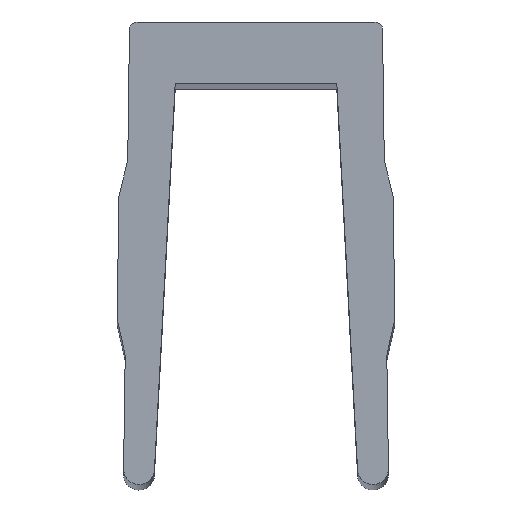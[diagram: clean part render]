
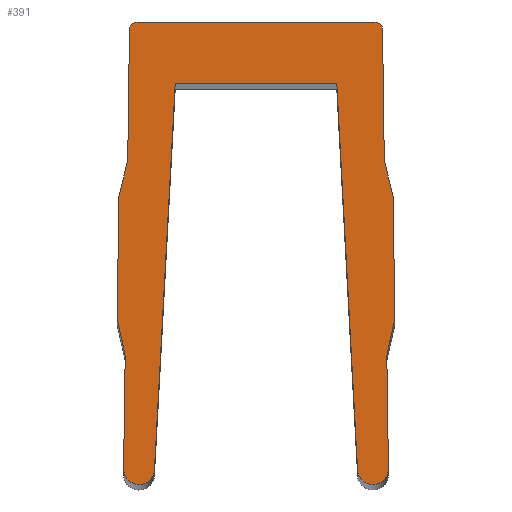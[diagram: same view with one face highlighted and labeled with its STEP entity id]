
A CAD part, top view. The second image highlights one B-rep face of the part: STEP entity #391.
In plain terms, the highlighted planar face has unit normal (0, 0, 1).
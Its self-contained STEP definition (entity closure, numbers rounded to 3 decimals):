
#15=CIRCLE('',#419,0.5);
#17=CIRCLE('',#425,0.5);
#19=CIRCLE('',#433,0.25);
#21=CIRCLE('',#437,0.25);
#45=FACE_OUTER_BOUND('',#65,.T.);
#65=EDGE_LOOP('',(#321,#322,#323,#324,#325,#326,#327,#328,#329,#330,#331,
#332,#333,#334,#335,#336,#337,#338));
#67=LINE('',#549,#113);
#71=LINE('',#557,#117);
#74=LINE('',#563,#120);
#77=LINE('',#569,#123);
#80=LINE('',#575,#126);
#84=LINE('',#587,#130);
#87=LINE('',#593,#133);
#90=LINE('',#599,#136);
#94=LINE('',#611,#140);
#97=LINE('',#617,#143);
#100=LINE('',#623,#146);
#103=LINE('',#629,#149);
#106=LINE('',#635,#152);
#110=LINE('',#647,#156);
#113=VECTOR('',#445,10.);
#117=VECTOR('',#451,10.);
#120=VECTOR('',#456,10.);
#123=VECTOR('',#461,10.);
#126=VECTOR('',#466,10.);
#130=VECTOR('',#478,10.);
#133=VECTOR('',#483,10.);
#136=VECTOR('',#488,10.);
#140=VECTOR('',#500,10.);
#143=VECTOR('',#505,10.);
#146=VECTOR('',#510,10.);
#149=VECTOR('',#515,10.);
#152=VECTOR('',#520,10.);
#156=VECTOR('',#532,10.);
#159=VERTEX_POINT('',#547);
#160=VERTEX_POINT('',#548);
#163=VERTEX_POINT('',#556);
#165=VERTEX_POINT('',#562);
#167=VERTEX_POINT('',#568);
#169=VERTEX_POINT('',#574);
#171=VERTEX_POINT('',#580);
#173=VERTEX_POINT('',#586);
#175=VERTEX_POINT('',#592);
#177=VERTEX_POINT('',#598);
#179=VERTEX_POINT('',#604);
#181=VERTEX_POINT('',#610);
#183=VERTEX_POINT('',#616);
#185=VERTEX_POINT('',#622);
#187=VERTEX_POINT('',#628);
#189=VERTEX_POINT('',#634);
#191=VERTEX_POINT('',#640);
#193=VERTEX_POINT('',#646);
#195=EDGE_CURVE('',#159,#160,#67,.T.);
#199=EDGE_CURVE('',#160,#163,#71,.T.);
#202=EDGE_CURVE('',#163,#165,#74,.T.);
#205=EDGE_CURVE('',#165,#167,#77,.T.);
#208=EDGE_CURVE('',#167,#169,#80,.T.);
#211=EDGE_CURVE('',#169,#171,#15,.T.);
#214=EDGE_CURVE('',#171,#173,#84,.T.);
#217=EDGE_CURVE('',#173,#175,#87,.T.);
#220=EDGE_CURVE('',#175,#177,#90,.T.);
#223=EDGE_CURVE('',#177,#179,#17,.T.);
#226=EDGE_CURVE('',#179,#181,#94,.T.);
#229=EDGE_CURVE('',#181,#183,#97,.T.);
#232=EDGE_CURVE('',#183,#185,#100,.T.);
#235=EDGE_CURVE('',#185,#187,#103,.T.);
#238=EDGE_CURVE('',#187,#189,#106,.T.);
#241=EDGE_CURVE('',#189,#191,#19,.T.);
#244=EDGE_CURVE('',#191,#193,#110,.T.);
#247=EDGE_CURVE('',#193,#159,#21,.T.);
#321=ORIENTED_EDGE('',*,*,#223,.F.);
#322=ORIENTED_EDGE('',*,*,#220,.F.);
#323=ORIENTED_EDGE('',*,*,#217,.F.);
#324=ORIENTED_EDGE('',*,*,#214,.F.);
#325=ORIENTED_EDGE('',*,*,#211,.F.);
#326=ORIENTED_EDGE('',*,*,#208,.F.);
#327=ORIENTED_EDGE('',*,*,#205,.F.);
#328=ORIENTED_EDGE('',*,*,#202,.F.);
#329=ORIENTED_EDGE('',*,*,#199,.F.);
#330=ORIENTED_EDGE('',*,*,#195,.F.);
#331=ORIENTED_EDGE('',*,*,#247,.F.);
#332=ORIENTED_EDGE('',*,*,#244,.F.);
#333=ORIENTED_EDGE('',*,*,#241,.F.);
#334=ORIENTED_EDGE('',*,*,#238,.F.);
#335=ORIENTED_EDGE('',*,*,#235,.F.);
#336=ORIENTED_EDGE('',*,*,#232,.F.);
#337=ORIENTED_EDGE('',*,*,#229,.F.);
#338=ORIENTED_EDGE('',*,*,#226,.F.);
#371=PLANE('',#439);
#391=ADVANCED_FACE('',(#45),#371,.T.);
#419=AXIS2_PLACEMENT_3D('',#581,#471,#472);
#425=AXIS2_PLACEMENT_3D('',#605,#493,#494);
#433=AXIS2_PLACEMENT_3D('',#641,#525,#526);
#437=AXIS2_PLACEMENT_3D('',#652,#537,#538);
#439=AXIS2_PLACEMENT_3D('',#654,#541,#542);
#445=DIRECTION('',(0.013,-1.,0.));
#451=DIRECTION('',(0.244,-0.97,0.));
#456=DIRECTION('',(0.013,-1.,0.));
#461=DIRECTION('',(-0.22,-0.976,0.));
#466=DIRECTION('',(0.014,-1.,0.));
#471=DIRECTION('center_axis',(0.,0.,-1.));
#472=DIRECTION('ref_axis',(-0.999,-0.054,0.));
#478=DIRECTION('',(-0.054,0.999,0.));
#483=DIRECTION('',(-1.,0.,0.));
#488=DIRECTION('',(-0.054,-0.999,0.));
#493=DIRECTION('center_axis',(0.,0.,-1.));
#494=DIRECTION('ref_axis',(-1.,0.014,0.));
#500=DIRECTION('',(0.014,1.,0.));
#505=DIRECTION('',(-0.22,0.976,0.));
#510=DIRECTION('',(0.013,1.,0.));
#515=DIRECTION('',(0.244,0.97,0.));
#520=DIRECTION('',(0.013,1.,0.));
#525=DIRECTION('center_axis',(0.,0.,-1.));
#526=DIRECTION('ref_axis',(0.,1.,0.));
#532=DIRECTION('',(1.,0.,0.));
#537=DIRECTION('center_axis',(0.,0.,-1.));
#538=DIRECTION('ref_axis',(1.,0.013,0.));
#541=DIRECTION('center_axis',(0.,0.,1.));
#542=DIRECTION('ref_axis',(1.,0.,0.));
#547=CARTESIAN_POINT('',(4.103,-0.247,100.));
#548=CARTESIAN_POINT('',(4.159,-4.5,100.));
#549=CARTESIAN_POINT('',(4.15,-3.846,100.));
#556=CARTESIAN_POINT('',(4.448,-5.65,100.));
#557=CARTESIAN_POINT('',(4.39,-5.42,100.));
#562=CARTESIAN_POINT('',(4.5,-9.65,100.));
#563=CARTESIAN_POINT('',(4.459,-6.546,100.));
#568=CARTESIAN_POINT('',(4.241,-10.8,100.));
#569=CARTESIAN_POINT('',(4.622,-9.109,100.));
#574=CARTESIAN_POINT('',(4.293,-14.493,100.));
#575=CARTESIAN_POINT('',(4.217,-9.12,100.));
#580=CARTESIAN_POINT('',(3.294,-14.527,100.));
#581=CARTESIAN_POINT('Origin',(3.793,-14.5,100.));
#586=CARTESIAN_POINT('',(2.619,-2.,100.));
#587=CARTESIAN_POINT('',(3.101,-10.935,100.));
#592=CARTESIAN_POINT('',(-2.619,-2.,100.));
#593=CARTESIAN_POINT('',(1.31,-2.,100.));
#598=CARTESIAN_POINT('',(-3.294,-14.527,100.));
#599=CARTESIAN_POINT('',(-2.763,-4.672,100.));
#604=CARTESIAN_POINT('',(-4.293,-14.493,100.));
#605=CARTESIAN_POINT('Origin',(-3.793,-14.5,100.));
#610=CARTESIAN_POINT('',(-4.241,-10.8,100.));
#611=CARTESIAN_POINT('',(-4.244,-10.967,100.));
#616=CARTESIAN_POINT('',(-4.5,-9.65,100.));
#617=CARTESIAN_POINT('',(-4.492,-9.684,100.));
#622=CARTESIAN_POINT('',(-4.448,-5.65,100.));
#623=CARTESIAN_POINT('',(-4.486,-8.546,100.));
#628=CARTESIAN_POINT('',(-4.159,-4.5,100.));
#629=CARTESIAN_POINT('',(-4.534,-5.995,100.));
#634=CARTESIAN_POINT('',(-4.103,-0.247,100.));
#635=CARTESIAN_POINT('',(-4.178,-5.973,100.));
#640=CARTESIAN_POINT('',(-3.853,0.,100.));
#641=CARTESIAN_POINT('Origin',(-3.853,-0.25,100.));
#646=CARTESIAN_POINT('',(3.853,0.,100.));
#647=CARTESIAN_POINT('',(-1.927,0.,100.));
#652=CARTESIAN_POINT('Origin',(3.853,-0.25,100.));
#654=CARTESIAN_POINT('Origin',(0.,-7.5,100.));
